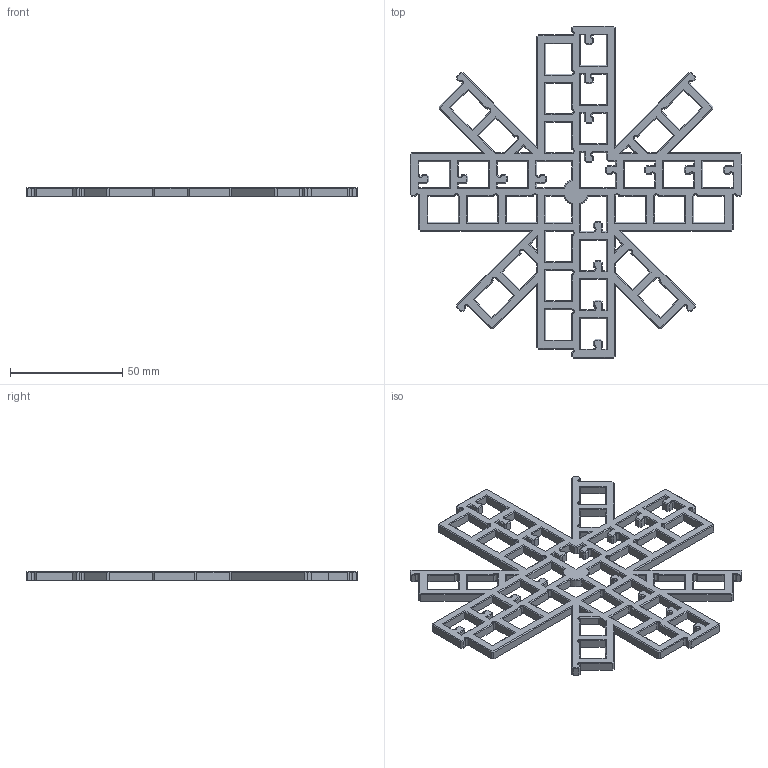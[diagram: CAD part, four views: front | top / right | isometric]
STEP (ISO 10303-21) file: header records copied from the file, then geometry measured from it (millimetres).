
FILE_DESCRIPTION(('Open CASCADE Model'),'2;1');
FILE_NAME('Open CASCADE Shape Model','2024-03-04T17:28:59',('Author'),( 'Open CASCADE'),'Open CASCADE STEP processor 7.7','Open CASCADE 7.7' ,'Unknown');
FILE_SCHEMA(('AUTOMOTIVE_DESIGN { 1 0 10303 214 1 1 1 1 }'));
Length unit declared in the file: millimetre
Products named in the file (1): Open CASCADE STEP translator 7.7 6
Bounding box: 148 x 148 x 4 mm (x, y, z)
Volume: 25326.8 mm3; surface area: 23645.9 mm2
Topology: 1 solids, 1 shells, 742 faces, 1850 edges, 1110 vertices
Faces by surface type: plane 648, cylinder 47, cone 47
Entity records: 47920 total; most frequent: CARTESIAN_POINT 10995, DIRECTION 6653, LINE 4740, VECTOR 4740, ORIENTED_EDGE 3700, PCURVE 3700, DEFINITIONAL_REPRESENTATION 3700, EDGE_CURVE 1850
